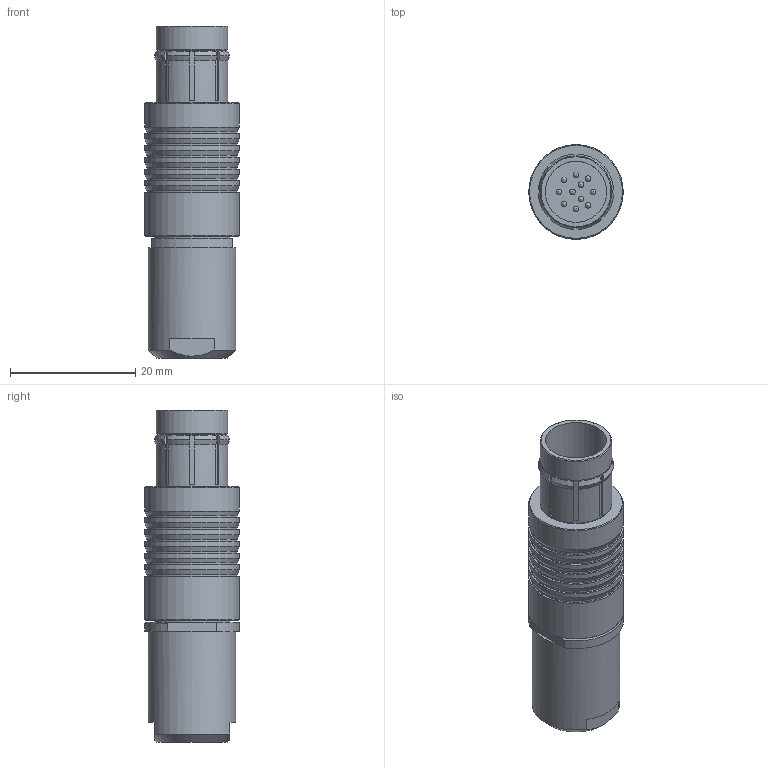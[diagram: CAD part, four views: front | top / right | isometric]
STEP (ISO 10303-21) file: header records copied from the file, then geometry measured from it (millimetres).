
FILE_DESCRIPTION(/* description */ (''),/* implementation_level */ '2;1');
FILE_NAME(/* name */ 'C303.stp',/* time_stamp */ '2020-05-01T14:47:08-04:00',/* author */ ('lcup'),/* organization */ (''),/* preprocessor_version */ 'ST-DEVELOPER v18',/* originating_system */ 'Autodesk Inventor 2020',/* authorisation */ '');
FILE_SCHEMA (('AUTOMOTIVE_DESIGN { 1 0 10303 214 3 1 1 }'));
Length unit declared in the file: inch
Products named in the file (1): CBP10178
Bounding box: 15.11 x 15.11 x 53.1 mm (x, y, z)
Volume: 4677.9 mm3; surface area: 4996.8 mm2
Topology: 1 solids, 1 shells, 182 faces, 446 edges, 300 vertices
Faces by surface type: plane 86, cylinder 55, cone 29, sphere 11, torus 1
Full cylindrical faces by diameter (mm): 0.635 x11, 0.889 x22, 9.779 x2, 10.795 x1, 11.43 x2, 12.217 x1, 13.97 x1, 14.478 x6, 15.113 x7
Entity records: 5641 total; most frequent: CARTESIAN_POINT 994, DIRECTION 990, ORIENTED_EDGE 870, EDGE_CURVE 435, AXIS2_PLACEMENT_3D 410, VERTEX_POINT 300, EDGE_LOOP 227, CIRCLE 227
